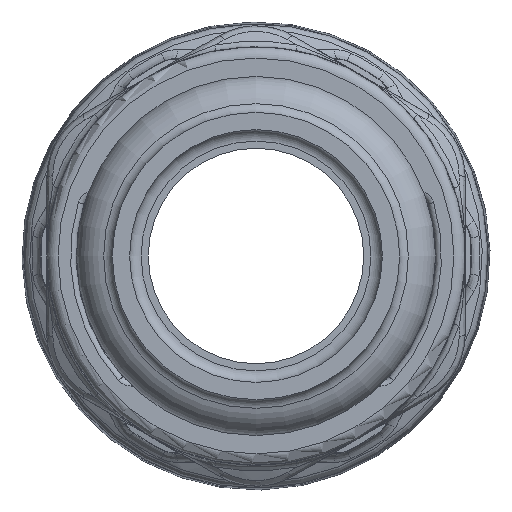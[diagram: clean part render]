
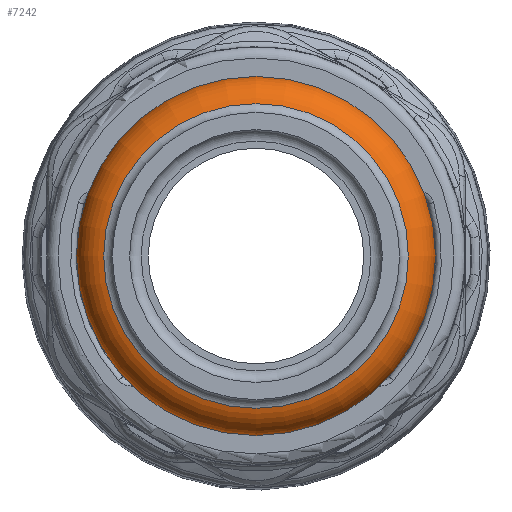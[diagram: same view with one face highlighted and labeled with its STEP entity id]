
A CAD part, front view. The second image highlights one B-rep face of the part: STEP entity #7242.
In plain terms, the highlighted toroidal (fillet/blend) face has major radius 12.7 mm and minor radius 3.175 mm.
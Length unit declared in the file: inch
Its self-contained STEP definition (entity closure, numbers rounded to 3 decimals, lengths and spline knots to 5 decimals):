
#721=TOROIDAL_SURFACE('',#8118,0.5,0.125);
#1243=FACE_OUTER_BOUND('',#1714,.T.);
#1714=EDGE_LOOP('',(#6168,#6169,#6170,#6171,#6172));
#2534=CIRCLE('',#8106,0.5303);
#2536=CIRCLE('',#8109,0.5303);
#2540=CIRCLE('',#8113,0.5303);
#2543=CIRCLE('',#8119,0.125);
#3149=VERTEX_POINT('',#18637);
#3150=VERTEX_POINT('',#18641);
#3151=VERTEX_POINT('',#18642);
#4155=EDGE_CURVE('',#3149,#3149,#2534,.T.);
#4157=EDGE_CURVE('',#3150,#3151,#2536,.T.);
#4161=EDGE_CURVE('',#3151,#3150,#2540,.T.);
#4166=EDGE_CURVE('',#3149,#3150,#2543,.T.);
#6168=ORIENTED_EDGE('',*,*,#4155,.F.);
#6169=ORIENTED_EDGE('',*,*,#4166,.T.);
#6170=ORIENTED_EDGE('',*,*,#4161,.F.);
#6171=ORIENTED_EDGE('',*,*,#4157,.F.);
#6172=ORIENTED_EDGE('',*,*,#4166,.F.);
#7242=ADVANCED_FACE('',(#1243),#721,.T.);
#8106=AXIS2_PLACEMENT_3D('',#18638,#10000,#10001);
#8109=AXIS2_PLACEMENT_3D('',#18643,#10006,#10007);
#8113=AXIS2_PLACEMENT_3D('',#18649,#10014,#10015);
#8118=AXIS2_PLACEMENT_3D('',#18658,#10026,#10027);
#8119=AXIS2_PLACEMENT_3D('',#18659,#10028,#10029);
#10000=DIRECTION('center_axis',(0.,1.,0.));
#10001=DIRECTION('ref_axis',(-1.,0.,0.));
#10006=DIRECTION('center_axis',(0.,-1.,0.));
#10007=DIRECTION('ref_axis',(-1.,0.,0.));
#10014=DIRECTION('center_axis',(0.,-1.,0.));
#10015=DIRECTION('ref_axis',(-1.,0.,0.));
#10026=DIRECTION('center_axis',(0.,1.,0.));
#10027=DIRECTION('ref_axis',(-1.,0.,0.));
#10028=DIRECTION('center_axis',(0.,0.,-1.));
#10029=DIRECTION('ref_axis',(1.,0.,0.));
#18637=CARTESIAN_POINT('',(0.5303,-2.70038,0.));
#18638=CARTESIAN_POINT('Origin',(0.,-2.70038,0.));
#18641=CARTESIAN_POINT('',(0.5303,-2.94292,0.));
#18642=CARTESIAN_POINT('',(-0.5303,-2.94292,0.));
#18643=CARTESIAN_POINT('Origin',(0.,-2.94292,0.));
#18649=CARTESIAN_POINT('Origin',(0.,-2.94292,0.));
#18658=CARTESIAN_POINT('Origin',(0.,-2.82165,0.));
#18659=CARTESIAN_POINT('Origin',(0.5,-2.82165,0.));
